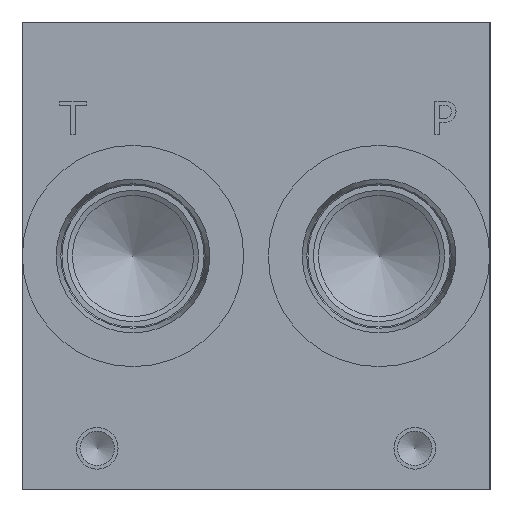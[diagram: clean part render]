
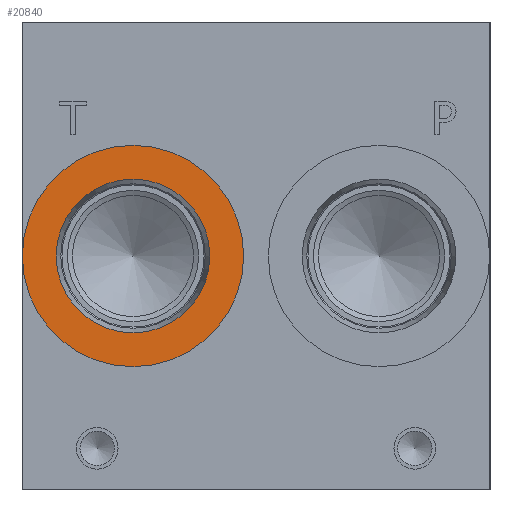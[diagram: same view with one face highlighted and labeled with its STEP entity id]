
A CAD part, left-side view. The second image highlights one B-rep face of the part: STEP entity #20840.
In plain terms, the highlighted planar face has unit normal (-1, 0, 0).
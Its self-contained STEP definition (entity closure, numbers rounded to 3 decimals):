
#793=CIRCLE('',#21929,21.019);
#794=CIRCLE('',#21930,21.019);
#795=CIRCLE('',#21932,14.592);
#796=CIRCLE('',#21933,14.592);
#1905=FACE_BOUND('',#4030,.T.);
#2807=FACE_OUTER_BOUND('',#4029,.T.);
#4029=EDGE_LOOP('',(#17238,#17239));
#4030=EDGE_LOOP('',(#17240,#17241));
#9412=VERTEX_POINT('',#35248);
#9413=VERTEX_POINT('',#35250);
#9414=VERTEX_POINT('',#35254);
#9415=VERTEX_POINT('',#35255);
#12174=EDGE_CURVE('',#9412,#9413,#793,.T.);
#12175=EDGE_CURVE('',#9413,#9412,#794,.T.);
#12176=EDGE_CURVE('',#9414,#9415,#795,.T.);
#12177=EDGE_CURVE('',#9415,#9414,#796,.T.);
#17238=ORIENTED_EDGE('',*,*,#12175,.F.);
#17239=ORIENTED_EDGE('',*,*,#12174,.F.);
#17240=ORIENTED_EDGE('',*,*,#12176,.T.);
#17241=ORIENTED_EDGE('',*,*,#12177,.T.);
#19322=PLANE('',#21931);
#20840=ADVANCED_FACE('',(#2807,#1905),#19322,.F.);
#21929=AXIS2_PLACEMENT_3D('',#35251,#25766,#25767);
#21930=AXIS2_PLACEMENT_3D('',#35252,#25768,#25769);
#21931=AXIS2_PLACEMENT_3D('',#35253,#25770,#25771);
#21932=AXIS2_PLACEMENT_3D('',#35256,#25772,#25773);
#21933=AXIS2_PLACEMENT_3D('',#35257,#25774,#25775);
#25766=DIRECTION('center_axis',(1.,0.,0.));
#25767=DIRECTION('ref_axis',(0.,0.,-1.));
#25768=DIRECTION('center_axis',(1.,0.,0.));
#25769=DIRECTION('ref_axis',(0.,0.,-1.));
#25770=DIRECTION('center_axis',(1.,0.,0.));
#25771=DIRECTION('ref_axis',(0.,0.,-1.));
#25772=DIRECTION('center_axis',(1.,0.,0.));
#25773=DIRECTION('ref_axis',(0.,0.,-1.));
#25774=DIRECTION('center_axis',(1.,0.,0.));
#25775=DIRECTION('ref_axis',(0.,0.,-1.));
#35248=CARTESIAN_POINT('',(0.787,67.818,23.432));
#35250=CARTESIAN_POINT('',(0.787,67.818,65.469));
#35251=CARTESIAN_POINT('Origin',(0.787,67.818,44.45));
#35252=CARTESIAN_POINT('Origin',(0.787,67.818,44.45));
#35253=CARTESIAN_POINT('Origin',(0.787,67.818,59.042));
#35254=CARTESIAN_POINT('',(0.787,67.818,59.042));
#35255=CARTESIAN_POINT('',(0.787,67.818,29.858));
#35256=CARTESIAN_POINT('Origin',(0.787,67.818,44.45));
#35257=CARTESIAN_POINT('Origin',(0.787,67.818,44.45));
